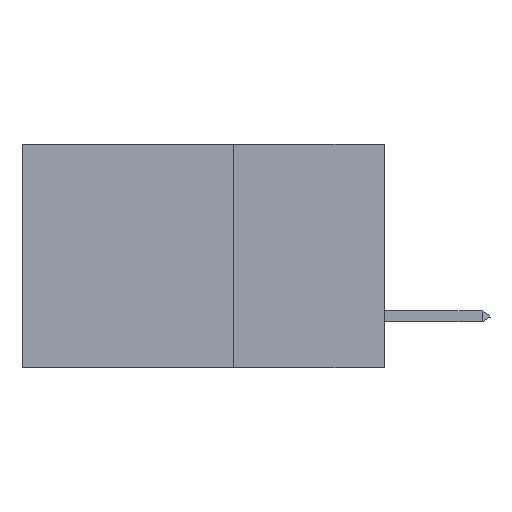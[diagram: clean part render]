
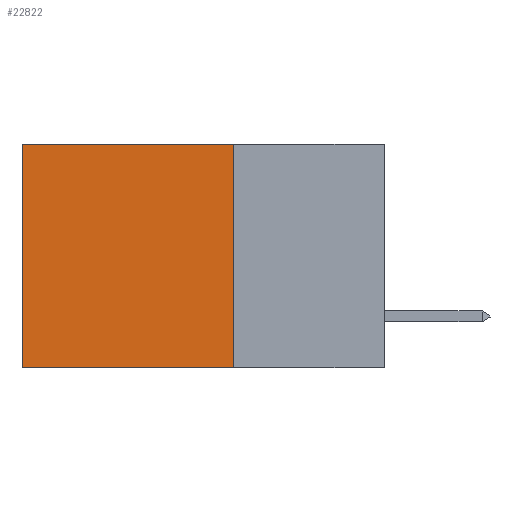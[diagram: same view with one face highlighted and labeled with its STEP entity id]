
A CAD part, left-side view. The second image highlights one B-rep face of the part: STEP entity #22822.
In plain terms, the highlighted planar face has unit normal (-1, 0, 0).
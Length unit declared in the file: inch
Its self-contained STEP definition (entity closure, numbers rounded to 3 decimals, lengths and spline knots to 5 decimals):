
#313 = CARTESIAN_POINT ( 'NONE',  ( 0.2875, 0.25, -0.37 ) ) ;
#1622 = VERTEX_POINT ( 'NONE', #14675 ) ;
#2050 = LINE ( 'NONE', #20126, #32701 ) ;
#3157 = VECTOR ( 'NONE', #35331, 39.37008 ) ;
#3253 = EDGE_LOOP ( 'NONE', ( #34318, #7513, #25777, #27620 ) ) ;
#5227 = EDGE_CURVE ( 'NONE', #1622, #6748, #2050, .T. ) ;
#6203 = DIRECTION ( 'NONE',  ( 1., 0., 0. ) ) ;
#6690 = CARTESIAN_POINT ( 'NONE',  ( 0.2875, 0.6, 0. ) ) ;
#6748 = VERTEX_POINT ( 'NONE', #21109 ) ;
#7513 = ORIENTED_EDGE ( 'NONE', *, *, #22813, .F. ) ;
#8183 = LINE ( 'NONE', #34996, #3157 ) ;
#9242 = VECTOR ( 'NONE', #21796, 39.37008 ) ;
#10746 = CARTESIAN_POINT ( 'NONE',  ( 0.2875, 0.6, -0.37 ) ) ;
#12041 = CARTESIAN_POINT ( 'NONE',  ( 0.2875, 0.25, -0.37 ) ) ;
#13029 = EDGE_CURVE ( 'NONE', #1622, #19480, #8183, .T. ) ;
#14675 = CARTESIAN_POINT ( 'NONE',  ( 0.2875, 0.25, 0. ) ) ;
#14788 = DIRECTION ( 'NONE',  ( 0., 0., -1. ) ) ;
#14858 = VECTOR ( 'NONE', #32339, 39.37008 ) ;
#17965 = PLANE ( 'NONE',  #36301 ) ;
#19480 = VERTEX_POINT ( 'NONE', #12041 ) ;
#20126 = CARTESIAN_POINT ( 'NONE',  ( 0.2875, 0.25, 0. ) ) ;
#21109 = CARTESIAN_POINT ( 'NONE',  ( 0.2875, 0.6, 0. ) ) ;
#21796 = DIRECTION ( 'NONE',  ( 0., 0., -1. ) ) ;
#22813 = EDGE_CURVE ( 'NONE', #19480, #29930, #36876, .T. ) ;
#22822 = ADVANCED_FACE ( 'NONE', ( #36373 ), #17965, .F. ) ;
#24147 = EDGE_CURVE ( 'NONE', #6748, #29930, #37194, .T. ) ;
#25777 = ORIENTED_EDGE ( 'NONE', *, *, #13029, .F. ) ;
#26555 = CARTESIAN_POINT ( 'NONE',  ( 0.2875, 0.25, 0. ) ) ;
#27620 = ORIENTED_EDGE ( 'NONE', *, *, #5227, .T. ) ;
#29930 = VERTEX_POINT ( 'NONE', #10746 ) ;
#32339 = DIRECTION ( 'NONE',  ( 0., 1., 0. ) ) ;
#32701 = VECTOR ( 'NONE', #37399, 39.37008 ) ;
#34318 = ORIENTED_EDGE ( 'NONE', *, *, #24147, .T. ) ;
#34996 = CARTESIAN_POINT ( 'NONE',  ( 0.2875, 0.25, 0. ) ) ;
#35331 = DIRECTION ( 'NONE',  ( 0., 0., -1. ) ) ;
#36301 = AXIS2_PLACEMENT_3D ( 'NONE', #26555, #6203, #14788 ) ;
#36373 = FACE_OUTER_BOUND ( 'NONE', #3253, .T. ) ;
#36876 = LINE ( 'NONE', #313, #14858 ) ;
#37194 = LINE ( 'NONE', #6690, #9242 ) ;
#37399 = DIRECTION ( 'NONE',  ( 0., 1., 0. ) ) ;
